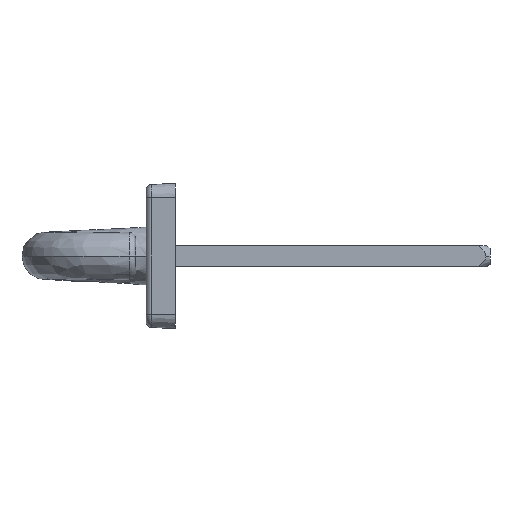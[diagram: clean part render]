
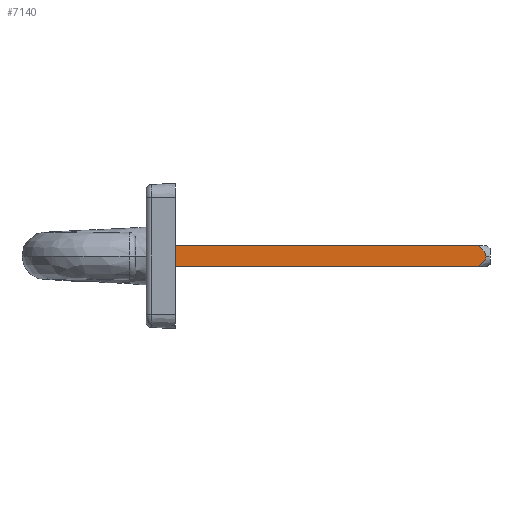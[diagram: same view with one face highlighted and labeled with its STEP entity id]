
A CAD part, left-side view. The second image highlights one B-rep face of the part: STEP entity #7140.
In plain terms, the highlighted planar face has unit normal (-1, 0, 0).
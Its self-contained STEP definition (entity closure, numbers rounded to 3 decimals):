
#40 = CARTESIAN_POINT ( 'NONE',  ( -4., -1.598, 2.006 ) ) ;
#74 = B_SPLINE_CURVE_WITH_KNOTS ( 'NONE', 3,
 ( #4222, #4880, #5479, #3743, #1894, #3709, #5322, #760, #6504, #3627, #2009, #1483 ),
 .UNSPECIFIED., .F., .F.,
 ( 4, 2, 2, 2, 2, 4 ),
 ( 0.011, 0.011, 0.012, 0.013, 0.014, 0.016 ),
 .UNSPECIFIED. ) ;
#109 = VERTEX_POINT ( 'NONE', #830 ) ;
#153 = VECTOR ( 'NONE', #960, 1000. ) ;
#171 = VERTEX_POINT ( 'NONE', #6198 ) ;
#248 = CARTESIAN_POINT ( 'NONE',  ( -4., 1.593, 2.024 ) ) ;
#489 = CARTESIAN_POINT ( 'NONE',  ( -4., -0.425, 1.53 ) ) ;
#492 = AXIS2_PLACEMENT_3D ( 'NONE', #5810, #632, #1881 ) ;
#531 = CARTESIAN_POINT ( 'NONE',  ( -4., -2.586, 2.807 ) ) ;
#577 = CARTESIAN_POINT ( 'NONE',  ( -4., -0.422, 123.47 ) ) ;
#597 = ORIENTED_EDGE ( 'NONE', *, *, #5005, .T. ) ;
#632 = DIRECTION ( 'NONE',  ( 1., 0., 0. ) ) ;
#760 = CARTESIAN_POINT ( 'NONE',  ( -4., 2.591, 122.188 ) ) ;
#824 = CARTESIAN_POINT ( 'NONE',  ( -4., 4., 4.37 ) ) ;
#830 = CARTESIAN_POINT ( 'NONE',  ( -4., 4., 120.63 ) ) ;
#960 = DIRECTION ( 'NONE',  ( 0., 0., -1. ) ) ;
#1023 = CARTESIAN_POINT ( 'NONE',  ( -4., 4., 125. ) ) ;
#1048 = ORIENTED_EDGE ( 'NONE', *, *, #5473, .T. ) ;
#1068 = CARTESIAN_POINT ( 'NONE',  ( -4., -3.733, 4.043 ) ) ;
#1268 = CARTESIAN_POINT ( 'NONE',  ( -4., -0.831, 123.361 ) ) ;
#1483 = CARTESIAN_POINT ( 'NONE',  ( -4., 4., 120.63 ) ) ;
#1521 = ORIENTED_EDGE ( 'NONE', *, *, #7254, .T. ) ;
#1707 = CARTESIAN_POINT ( 'NONE',  ( -4., -4., 4.37 ) ) ;
#1797 = CARTESIAN_POINT ( 'NONE',  ( -4., -3.459, 121.277 ) ) ;
#1830 = CARTESIAN_POINT ( 'NONE',  ( -4., -1.03, 123.281 ) ) ;
#1868 = CARTESIAN_POINT ( 'NONE',  ( -4., -0.214, 123.5 ) ) ;
#1881 = DIRECTION ( 'NONE',  ( 0., 0., -1. ) ) ;
#1894 = CARTESIAN_POINT ( 'NONE',  ( -4., 1.036, 123.278 ) ) ;
#1946 = VECTOR ( 'NONE', #3314, 1000. ) ;
#1995 = CARTESIAN_POINT ( 'NONE',  ( -4., 3.458, 3.722 ) ) ;
#2009 = CARTESIAN_POINT ( 'NONE',  ( -4., 3.734, 120.956 ) ) ;
#2273 = ORIENTED_EDGE ( 'NONE', *, *, #4323, .T. ) ;
#2469 = CARTESIAN_POINT ( 'NONE',  ( -4., 0., 123.5 ) ) ;
#2535 = B_SPLINE_CURVE_WITH_KNOTS ( 'NONE', 3,
 ( #5293, #4621, #1797, #4732, #7054, #4127, #7012, #1830, #1268, #577, #1868, #2469 ),
 .UNSPECIFIED., .F., .F.,
 ( 4, 2, 2, 2, 2, 4 ),
 ( 0.005, 0.007, 0.008, 0.009, 0.01, 0.011 ),
 .UNSPECIFIED. ) ;
#2590 = VERTEX_POINT ( 'NONE', #6313 ) ;
#2631 = CARTESIAN_POINT ( 'NONE',  ( -4., 2.588, 2.809 ) ) ;
#2645 = B_SPLINE_CURVE_WITH_KNOTS ( 'NONE', 3,
 ( #824, #4782, #1995, #5423, #2631, #6043, #7219, #248, #6646, #7139, #5501, #4932, #3232, #6682 ),
 .UNSPECIFIED., .F., .F.,
 ( 4, 2, 2, 2, 2, 2, 4 ),
 ( 0.014, 0.015, 0.016, 0.017, 0.018, 0.018, 0.019 ),
 .UNSPECIFIED. ) ;
#2805 = CARTESIAN_POINT ( 'NONE',  ( -4., -0.211, 1.5 ) ) ;
#3144 = EDGE_LOOP ( 'NONE', ( #4596, #2273, #597, #4525, #1521, #1048 ) ) ;
#3232 = CARTESIAN_POINT ( 'NONE',  ( -4., 0.213, 1.5 ) ) ;
#3314 = DIRECTION ( 'NONE',  ( 0., 0., -1. ) ) ;
#3616 = VERTEX_POINT ( 'NONE', #6440 ) ;
#3627 = CARTESIAN_POINT ( 'NONE',  ( -4., 3.46, 121.276 ) ) ;
#3709 = CARTESIAN_POINT ( 'NONE',  ( -4., 1.602, 122.991 ) ) ;
#3743 = CARTESIAN_POINT ( 'NONE',  ( -4., 0.836, 123.359 ) ) ;
#3952 = LINE ( 'NONE', #1023, #1946 ) ;
#4127 = CARTESIAN_POINT ( 'NONE',  ( -4., -1.941, 122.742 ) ) ;
#4222 = CARTESIAN_POINT ( 'NONE',  ( -4., 0., 123.5 ) ) ;
#4323 = EDGE_CURVE ( 'NONE', #2590, #3616, #2535, .T. ) ;
#4525 = ORIENTED_EDGE ( 'NONE', *, *, #6919, .T. ) ;
#4591 = PLANE ( 'NONE',  #492 ) ;
#4596 = ORIENTED_EDGE ( 'NONE', *, *, #4726, .F. ) ;
#4621 = CARTESIAN_POINT ( 'NONE',  ( -4., -3.734, 120.956 ) ) ;
#4646 = CARTESIAN_POINT ( 'NONE',  ( -4., -1.943, 2.259 ) ) ;
#4669 = FACE_OUTER_BOUND ( 'NONE', #3144, .T. ) ;
#4726 = EDGE_CURVE ( 'NONE', #2590, #6612, #6141, .T. ) ;
#4732 = CARTESIAN_POINT ( 'NONE',  ( -4., -2.883, 121.897 ) ) ;
#4782 = CARTESIAN_POINT ( 'NONE',  ( -4., 3.733, 4.043 ) ) ;
#4880 = CARTESIAN_POINT ( 'NONE',  ( -4., 0.215, 123.5 ) ) ;
#4932 = CARTESIAN_POINT ( 'NONE',  ( -4., 0.422, 1.529 ) ) ;
#5005 = EDGE_CURVE ( 'NONE', #3616, #109, #74, .T. ) ;
#5126 = B_SPLINE_CURVE_WITH_KNOTS ( 'NONE', 3,
 ( #6214, #2805, #489, #6284, #5175, #40, #4646, #531, #5634, #6249, #1068, #1707 ),
 .UNSPECIFIED., .F., .F.,
 ( 4, 2, 2, 2, 2, 4 ),
 ( 0.019, 0.02, 0.02, 0.021, 0.023, 0.024 ),
 .UNSPECIFIED. ) ;
#5175 = CARTESIAN_POINT ( 'NONE',  ( -4., -1.031, 1.72 ) ) ;
#5293 = CARTESIAN_POINT ( 'NONE',  ( -4., -4., 120.63 ) ) ;
#5322 = CARTESIAN_POINT ( 'NONE',  ( -4., 1.949, 122.737 ) ) ;
#5423 = CARTESIAN_POINT ( 'NONE',  ( -4., 2.885, 3.106 ) ) ;
#5473 = EDGE_CURVE ( 'NONE', #171, #6612, #5126, .T. ) ;
#5479 = CARTESIAN_POINT ( 'NONE',  ( -4., 0.425, 123.47 ) ) ;
#5501 = CARTESIAN_POINT ( 'NONE',  ( -4., 0.836, 1.641 ) ) ;
#5634 = CARTESIAN_POINT ( 'NONE',  ( -4., -2.884, 3.104 ) ) ;
#5810 = CARTESIAN_POINT ( 'NONE',  ( -4., 4., 125. ) ) ;
#6043 = CARTESIAN_POINT ( 'NONE',  ( -4., 2.107, 2.399 ) ) ;
#6141 = LINE ( 'NONE', #6175, #153 ) ;
#6175 = CARTESIAN_POINT ( 'NONE',  ( -4., -4., 125. ) ) ;
#6198 = CARTESIAN_POINT ( 'NONE',  ( -4., 0., 1.5 ) ) ;
#6214 = CARTESIAN_POINT ( 'NONE',  ( -4., 0., 1.5 ) ) ;
#6249 = CARTESIAN_POINT ( 'NONE',  ( -4., -3.458, 3.721 ) ) ;
#6284 = CARTESIAN_POINT ( 'NONE',  ( -4., -0.832, 1.64 ) ) ;
#6313 = CARTESIAN_POINT ( 'NONE',  ( -4., -4., 120.63 ) ) ;
#6440 = CARTESIAN_POINT ( 'NONE',  ( -4., 0., 123.5 ) ) ;
#6476 = VERTEX_POINT ( 'NONE', #7359 ) ;
#6504 = CARTESIAN_POINT ( 'NONE',  ( -4., 2.889, 121.891 ) ) ;
#6612 = VERTEX_POINT ( 'NONE', #6972 ) ;
#6646 = CARTESIAN_POINT ( 'NONE',  ( -4., 1.411, 1.912 ) ) ;
#6682 = CARTESIAN_POINT ( 'NONE',  ( -4., 0., 1.5 ) ) ;
#6919 = EDGE_CURVE ( 'NONE', #109, #6476, #3952, .T. ) ;
#6972 = CARTESIAN_POINT ( 'NONE',  ( -4., -4., 4.37 ) ) ;
#7012 = CARTESIAN_POINT ( 'NONE',  ( -4., -1.595, 122.995 ) ) ;
#7054 = CARTESIAN_POINT ( 'NONE',  ( -4., -2.583, 122.195 ) ) ;
#7139 = CARTESIAN_POINT ( 'NONE',  ( -4., 1.033, 1.721 ) ) ;
#7140 = ADVANCED_FACE ( 'NONE', ( #4669 ), #4591, .F. ) ;
#7219 = CARTESIAN_POINT ( 'NONE',  ( -4., 1.942, 2.268 ) ) ;
#7254 = EDGE_CURVE ( 'NONE', #6476, #171, #2645, .T. ) ;
#7359 = CARTESIAN_POINT ( 'NONE',  ( -4., 4., 4.37 ) ) ;
